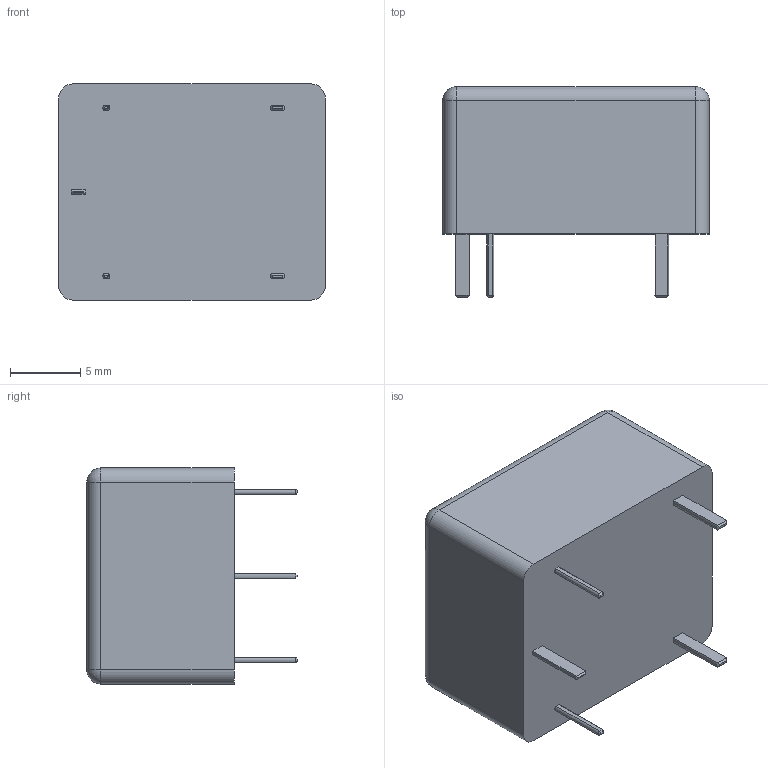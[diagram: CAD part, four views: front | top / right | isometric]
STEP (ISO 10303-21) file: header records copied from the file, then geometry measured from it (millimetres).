
FILE_DESCRIPTION((''),'2;1');
FILE_NAME('RM50.stp','2014-08-27T15:00:23',('roland'),(''),'Autodesk Inventor 2013','Autodesk Inventor 2013','');
FILE_SCHEMA(('CONFIG_CONTROL_DESIGN'));
Length unit declared in the file: millimetre
Products named in the file (1): RM50
Bounding box: 19 x 15 x 15.4 mm (x, y, z)
Volume: 3055.5 mm3; surface area: 1306.7 mm2
Topology: 1 solids, 1 shells, 63 faces, 136 edges, 80 vertices
Faces by surface type: plane 31, cylinder 18, cone 10, sphere 4
Entity records: 1801 total; most frequent: CARTESIAN_POINT 364, DIRECTION 290, ORIENTED_EDGE 272, EDGE_CURVE 136, AXIS2_PLACEMENT_3D 110, VERTEX_POINT 80, VECTOR 70, LINE 70
